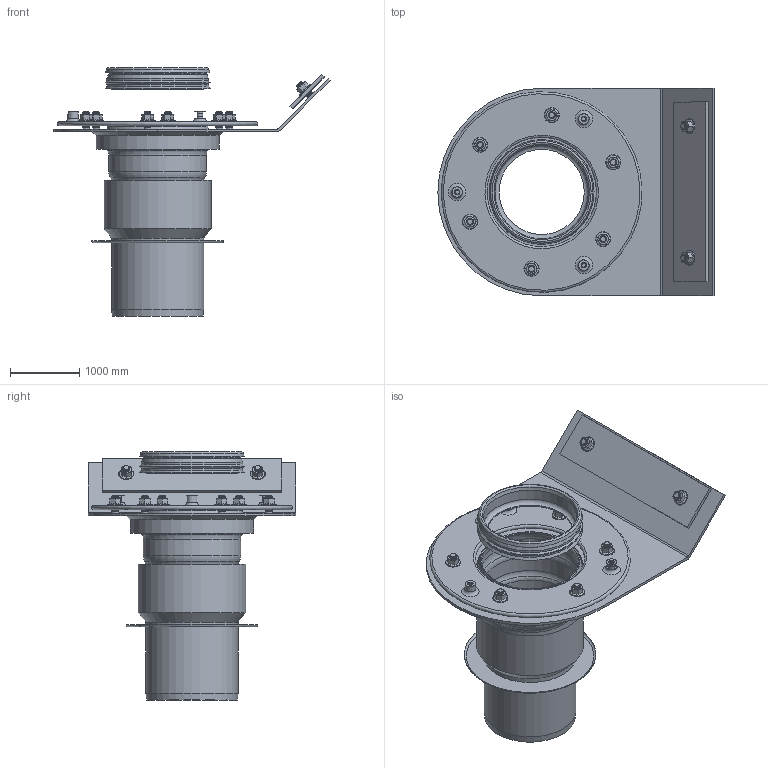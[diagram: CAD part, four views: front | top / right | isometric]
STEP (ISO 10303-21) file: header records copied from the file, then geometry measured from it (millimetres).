
FILE_DESCRIPTION(/* description */ (''),/* implementation_level */ '2;1');
FILE_NAME(/* name */ '21823.125X_3D.stp',/* time_stamp */ '2024-12-12T08:46:03+01:00',/* author */ ('CAD'),/* organization */ (''),/* preprocessor_version */ 'ST-DEVELOPER v20',/* originating_system */ 'AutoCAD Mechanical',/* authorisation */ '');
FILE_SCHEMA (('AUTOMOTIVE_DESIGN { 1 0 10303 214 3 1 1 }'));
Length unit declared in the file: centimetre
Products named in the file (2): Product; *S0
Assembly tree (1 placements, depth 2):
  Product
    *S0
Bounding box: 3992.46 x 3000 x 3585.88 mm (x, y, z)
Volume: 3105283767.6 mm3; surface area: 85706879.3 mm2
Topology: 25 solids, 25 shells, 554 faces, 1140 edges, 652 vertices
Faces by surface type: cone 336, plane 127, cylinder 61, torus 30
Full cylindrical faces by diameter (mm): 70 x6, 80 x12, 83.76 x8, 100 x8, 160 x8, 1230 x1, 1300 x1, 1330 x2, 1350 x1, 1380 x1, 1400 x1, 1410 x1, 1466 x1, 1470 x2, 1500 x1, 1510 x1, 1514 x1, 1550 x1, 1780 x1
Entity records: 15008 total; most frequent: CARTESIAN_POINT 3093, DIRECTION 2658, ORIENTED_EDGE 2280, EDGE_CURVE 1140, AXIS2_PLACEMENT_3D 1113, VERTEX_POINT 652, EDGE_LOOP 624, CIRCLE 556
